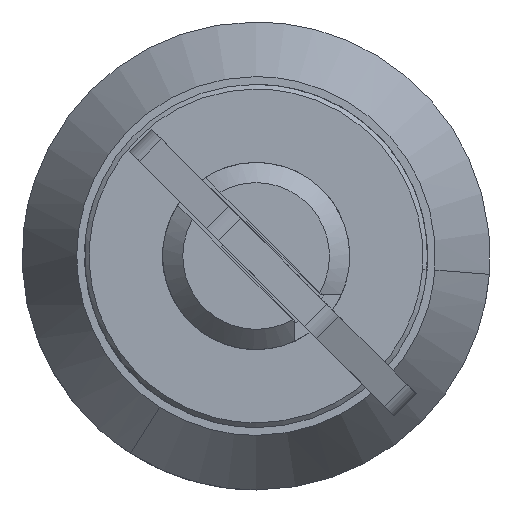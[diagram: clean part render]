
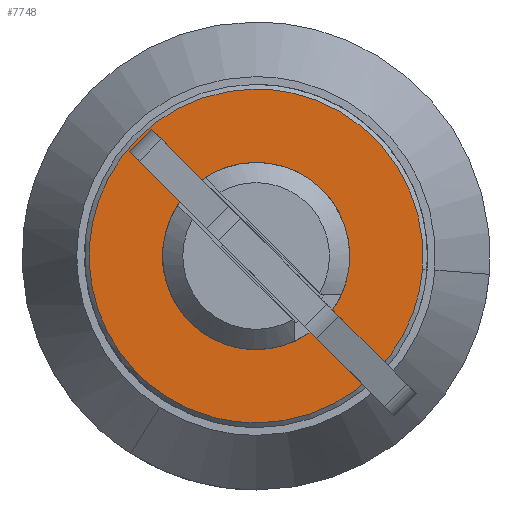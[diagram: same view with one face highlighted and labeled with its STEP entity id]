
A CAD part, front view. The second image highlights one B-rep face of the part: STEP entity #7748.
In plain terms, the highlighted free-form (B-spline) face has degree [1, 1] with [2, 2] control points.
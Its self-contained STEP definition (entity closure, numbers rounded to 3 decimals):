
#6387=CARTESIAN_POINT('',(-7.3,-4.736,-3.683));
#6388=VERTEX_POINT('',#6387);
#6389=CARTESIAN_POINT('',(-7.3,-6.,0.));
#6390=VERTEX_POINT('',#6389);
#6391=CARTESIAN_POINT('',(-7.3,-4.736,-3.683));
#6392=CARTESIAN_POINT('',(-7.3,-6.,-2.058));
#6393=CARTESIAN_POINT('',(-7.3,-6.,0.));
#6401=(BOUNDED_CURVE()B_SPLINE_CURVE(2,(#6391,#6392,#6393),.UNSPECIFIED.,.F.,.U.)B_SPLINE_CURVE_WITH_KNOTS((3,3),(0.894,1.0),.UNSPECIFIED.)CURVE()GEOMETRIC_REPRESENTATION_ITEM()RATIONAL_B_SPLINE_CURVE((0.857,0.876,1.0))REPRESENTATION_ITEM(''));
#6402=EDGE_CURVE('',#6388,#6390,#6401,.T.);
#6404=CARTESIAN_POINT('',(-7.3,6.,0.));
#6405=VERTEX_POINT('',#6404);
#6406=CARTESIAN_POINT('',(-7.3,-6.,0.));
#6407=CARTESIAN_POINT('',(-7.3,-6.,6.));
#6408=CARTESIAN_POINT('',(-7.3,0.,6.));
#6409=CARTESIAN_POINT('',(-7.3,6.,6.));
#6410=CARTESIAN_POINT('',(-7.3,6.,0.));
#6418=(BOUNDED_CURVE()B_SPLINE_CURVE(2,(#6406,#6407,#6408,#6409,#6410),.UNSPECIFIED.,.F.,.U.)B_SPLINE_CURVE_WITH_KNOTS((3,2,3),(0.0,0.25,0.5),.UNSPECIFIED.)CURVE()GEOMETRIC_REPRESENTATION_ITEM()RATIONAL_B_SPLINE_CURVE((1.0,0.707,1.0,0.707,1.0))REPRESENTATION_ITEM(''));
#6419=EDGE_CURVE('',#6390,#6405,#6418,.T.);
#6421=CARTESIAN_POINT('',(-7.3,4.205,-4.28));
#6422=VERTEX_POINT('',#6421);
#6423=CARTESIAN_POINT('',(-7.3,6.,0.));
#6424=CARTESIAN_POINT('',(-7.3,6.,-2.516));
#6425=CARTESIAN_POINT('',(-7.3,4.205,-4.28));
#6433=(BOUNDED_CURVE()B_SPLINE_CURVE(2,(#6423,#6424,#6425),.UNSPECIFIED.,.F.,.U.)B_SPLINE_CURVE_WITH_KNOTS((3,3),(0.5,0.626),.UNSPECIFIED.)CURVE()GEOMETRIC_REPRESENTATION_ITEM()RATIONAL_B_SPLINE_CURVE((1.0,0.852,0.854))REPRESENTATION_ITEM(''));
#6434=EDGE_CURVE('',#6405,#6422,#6433,.T.);
#6507=CARTESIAN_POINT('',(-7.3,4.205,-4.28));
#6508=CARTESIAN_POINT('',(-7.3,2.455,-6.));
#6509=CARTESIAN_POINT('',(-7.3,0.,-6.));
#6510=CARTESIAN_POINT('',(-7.3,-2.935,-6.));
#6511=CARTESIAN_POINT('',(-7.3,-4.736,-3.683));
#6519=(BOUNDED_CURVE()B_SPLINE_CURVE(2,(#6507,#6508,#6509,#6510,#6511),.UNSPECIFIED.,.F.,.U.)B_SPLINE_CURVE_WITH_KNOTS((3,2,3),(0.626,0.75,0.894),.UNSPECIFIED.)CURVE()GEOMETRIC_REPRESENTATION_ITEM()RATIONAL_B_SPLINE_CURVE((0.854,0.855,1.0,0.832,0.857))REPRESENTATION_ITEM(''));
#6520=EDGE_CURVE('',#6422,#6388,#6519,.T.);
#6596=CARTESIAN_POINT('',(-7.3,5.755,-9.021));
#6597=VERTEX_POINT('',#6596);
#6603=CARTESIAN_POINT('',(-7.3,0.0,10.7));
#6604=VERTEX_POINT('',#6603);
#6605=CARTESIAN_POINT('',(-7.3,0.0,10.7));
#6606=CARTESIAN_POINT('',(-7.3,10.7,10.7));
#6607=CARTESIAN_POINT('',(-7.3,10.7,0.));
#6608=CARTESIAN_POINT('',(-7.3,10.7,-5.866));
#6609=CARTESIAN_POINT('',(-7.3,5.755,-9.021));
#6617=(BOUNDED_CURVE()B_SPLINE_CURVE(2,(#6605,#6606,#6607,#6608,#6609),.UNSPECIFIED.,.F.,.U.)B_SPLINE_CURVE_WITH_KNOTS((3,2,3),(0.0,0.25,0.408),.UNSPECIFIED.)CURVE()GEOMETRIC_REPRESENTATION_ITEM()RATIONAL_B_SPLINE_CURVE((1.0,0.707,1.0,0.815,0.864))REPRESENTATION_ITEM(''));
#6618=EDGE_CURVE('',#6604,#6597,#6617,.T.);
#6620=CARTESIAN_POINT('',(-7.3,-10.667,-0.84));
#6621=VERTEX_POINT('',#6620);
#6622=CARTESIAN_POINT('',(-7.3,-10.667,-0.84));
#6623=CARTESIAN_POINT('',(-7.3,-10.7,-0.42));
#6624=CARTESIAN_POINT('',(-7.3,-10.7,0.));
#6625=CARTESIAN_POINT('',(-7.3,-10.7,10.7));
#6626=CARTESIAN_POINT('',(-7.3,0.0,10.7));
#6634=(BOUNDED_CURVE()B_SPLINE_CURVE(2,(#6622,#6623,#6624,#6625,#6626),.UNSPECIFIED.,.F.,.U.)B_SPLINE_CURVE_WITH_KNOTS((3,2,3),(0.736,0.75,1.0),.UNSPECIFIED.)CURVE()GEOMETRIC_REPRESENTATION_ITEM()RATIONAL_B_SPLINE_CURVE((0.97,0.984,1.0,0.707,1.0))REPRESENTATION_ITEM(''));
#6635=EDGE_CURVE('',#6621,#6604,#6634,.T.);
#6739=CARTESIAN_POINT('',(-7.3,0.0,-10.7));
#6740=VERTEX_POINT('',#6739);
#6741=CARTESIAN_POINT('',(-7.3,0.0,-10.7));
#6742=CARTESIAN_POINT('',(-7.3,-9.891,-10.7));
#6743=CARTESIAN_POINT('',(-7.3,-10.667,-0.84));
#6751=(BOUNDED_CURVE()B_SPLINE_CURVE(2,(#6741,#6742,#6743),.UNSPECIFIED.,.F.,.U.)B_SPLINE_CURVE_WITH_KNOTS((3,3),(0.5,0.736),.UNSPECIFIED.)CURVE()GEOMETRIC_REPRESENTATION_ITEM()RATIONAL_B_SPLINE_CURVE((1.0,0.723,0.97))REPRESENTATION_ITEM(''));
#6752=EDGE_CURVE('',#6740,#6621,#6751,.T.);
#6754=CARTESIAN_POINT('',(-7.3,5.755,-9.021));
#6755=CARTESIAN_POINT('',(-7.3,3.123,-10.7));
#6756=CARTESIAN_POINT('',(-7.3,0.0,-10.7));
#6764=(BOUNDED_CURVE()B_SPLINE_CURVE(2,(#6754,#6755,#6756),.UNSPECIFIED.,.F.,.U.)B_SPLINE_CURVE_WITH_KNOTS((3,3),(0.408,0.5),.UNSPECIFIED.)CURVE()GEOMETRIC_REPRESENTATION_ITEM()RATIONAL_B_SPLINE_CURVE((0.864,0.892,1.0))REPRESENTATION_ITEM(''));
#6765=EDGE_CURVE('',#6597,#6740,#6764,.T.);
#7731=CARTESIAN_POINT('',(-7.3,-11.766,11.769));
#7732=CARTESIAN_POINT('',(-7.3,-11.766,-11.769));
#7733=CARTESIAN_POINT('',(-7.3,11.765,11.769));
#7734=CARTESIAN_POINT('',(-7.3,11.765,-11.769));
#7735=B_SPLINE_SURFACE_WITH_KNOTS('',1,1,((#7731,#7733),(#7732,#7734)),.UNSPECIFIED.,.F.,.F.,.U.,(2,2),(2,2),(0.0,23.538),(0.0,23.53),.UNSPECIFIED.);
#7736=ORIENTED_EDGE('',*,*,#6618,.T.);
#7737=ORIENTED_EDGE('',*,*,#6765,.T.);
#7738=ORIENTED_EDGE('',*,*,#6752,.T.);
#7739=ORIENTED_EDGE('',*,*,#6635,.T.);
#7740=EDGE_LOOP('',(#7736,#7737,#7738,#7739));
#7741=FACE_OUTER_BOUND('',#7740,.T.);
#7742=ORIENTED_EDGE('',*,*,#6419,.F.);
#7743=ORIENTED_EDGE('',*,*,#6402,.F.);
#7744=ORIENTED_EDGE('',*,*,#6520,.F.);
#7745=ORIENTED_EDGE('',*,*,#6434,.F.);
#7746=EDGE_LOOP('',(#7742,#7743,#7744,#7745));
#7747=FACE_BOUND('',#7746,.T.);
#7748=ADVANCED_FACE('',(#7741,#7747),#7735,.F.);
